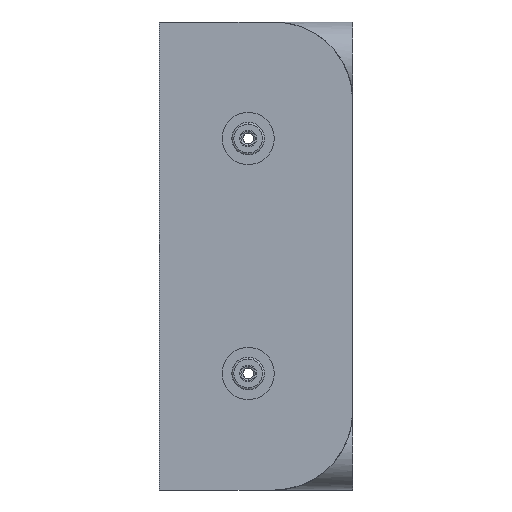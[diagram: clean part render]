
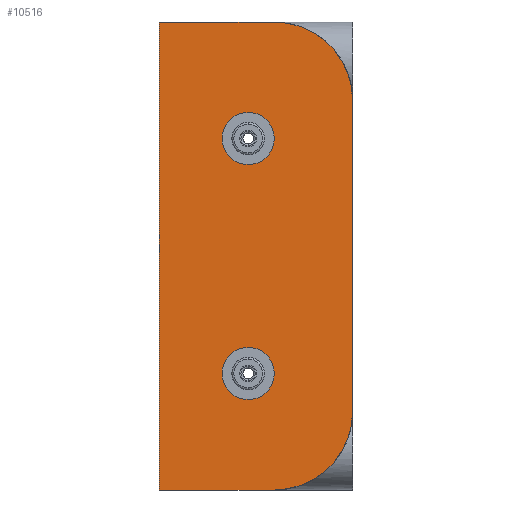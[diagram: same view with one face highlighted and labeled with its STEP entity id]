
A CAD part, left-side view. The second image highlights one B-rep face of the part: STEP entity #10516.
In plain terms, the highlighted planar face has unit normal (-1, 0, 0).
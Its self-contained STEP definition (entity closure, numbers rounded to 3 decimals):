
#202 = FACE_BOUND ( 'NONE', #9269, .T. ) ;
#204 = DIRECTION ( 'NONE',  ( 0., -1., 0. ) ) ;
#244 = CARTESIAN_POINT ( 'NONE',  ( -64.515, 29.6, -35.85 ) ) ;
#567 = CARTESIAN_POINT ( 'NONE',  ( -64.515, 12., 35.85 ) ) ;
#629 = LINE ( 'NONE', #969, #5578 ) ;
#815 = EDGE_CURVE ( 'NONE', #8329, #10431, #629, .T. ) ;
#969 = CARTESIAN_POINT ( 'NONE',  ( -64.515, 29.6, 35.85 ) ) ;
#1078 = DIRECTION ( 'NONE',  ( 0., -1., 0. ) ) ;
#1189 = DIRECTION ( 'NONE',  ( 0., 0., -1. ) ) ;
#1259 = EDGE_CURVE ( 'NONE', #3664, #6928, #3625, .T. ) ;
#1397 = CARTESIAN_POINT ( 'NONE',  ( -64.515, 0., 23.85 ) ) ;
#1585 = ORIENTED_EDGE ( 'NONE', *, *, #8715, .T. ) ;
#1698 = PLANE ( 'NONE',  #9553 ) ;
#2091 = CARTESIAN_POINT ( 'NONE',  ( -64.515, 16., 18. ) ) ;
#2392 = DIRECTION ( 'NONE',  ( 0., 0., -1. ) ) ;
#2587 = DIRECTION ( 'NONE',  ( 0., 0., 1. ) ) ;
#2696 = VERTEX_POINT ( 'NONE', #4581 ) ;
#2816 = CIRCLE ( 'NONE', #8816, 12. ) ;
#2907 = VERTEX_POINT ( 'NONE', #1397 ) ;
#2912 = AXIS2_PLACEMENT_3D ( 'NONE', #6869, #6913, #8575 ) ;
#2923 = DIRECTION ( 'NONE',  ( 1., 0., 0. ) ) ;
#2974 = AXIS2_PLACEMENT_3D ( 'NONE', #2091, #2923, #8745 ) ;
#3012 = EDGE_CURVE ( 'NONE', #10371, #6371, #2816, .T. ) ;
#3217 = CIRCLE ( 'NONE', #2912, 4. ) ;
#3221 = ORIENTED_EDGE ( 'NONE', *, *, #10079, .T. ) ;
#3537 = EDGE_LOOP ( 'NONE', ( #7532, #5741, #4187, #4485, #1585, #5985 ) ) ;
#3625 = CIRCLE ( 'NONE', #4142, 4. ) ;
#3657 = CARTESIAN_POINT ( 'NONE',  ( -64.515, 0., -23.85 ) ) ;
#3664 = VERTEX_POINT ( 'NONE', #7364 ) ;
#3749 = LINE ( 'NONE', #6455, #7650 ) ;
#4029 = CARTESIAN_POINT ( 'NONE',  ( -64.515, 16., 18. ) ) ;
#4125 = EDGE_CURVE ( 'NONE', #10165, #7560, #4723, .T. ) ;
#4142 = AXIS2_PLACEMENT_3D ( 'NONE', #5301, #10357, #1189 ) ;
#4187 = ORIENTED_EDGE ( 'NONE', *, *, #815, .F. ) ;
#4387 = ORIENTED_EDGE ( 'NONE', *, *, #7233, .T. ) ;
#4472 = CARTESIAN_POINT ( 'NONE',  ( -64.515, 16., -22. ) ) ;
#4485 = ORIENTED_EDGE ( 'NONE', *, *, #4791, .T. ) ;
#4514 = CARTESIAN_POINT ( 'NONE',  ( -64.515, 16., 14. ) ) ;
#4561 = DIRECTION ( 'NONE',  ( 0., 0., -1. ) ) ;
#4581 = CARTESIAN_POINT ( 'NONE',  ( -64.515, 29.6, -35.85 ) ) ;
#4623 = FACE_BOUND ( 'NONE', #8589, .T. ) ;
#4639 = AXIS2_PLACEMENT_3D ( 'NONE', #4029, #8176, #2392 ) ;
#4723 = CIRCLE ( 'NONE', #2974, 4. ) ;
#4791 = EDGE_CURVE ( 'NONE', #8329, #2696, #9924, .T. ) ;
#5301 = CARTESIAN_POINT ( 'NONE',  ( -64.515, 16., -18. ) ) ;
#5578 = VECTOR ( 'NONE', #204, 1000. ) ;
#5587 = CARTESIAN_POINT ( 'NONE',  ( -64.515, 12., -23.85 ) ) ;
#5601 = ORIENTED_EDGE ( 'NONE', *, *, #4125, .T. ) ;
#5741 = ORIENTED_EDGE ( 'NONE', *, *, #9712, .T. ) ;
#5754 = CARTESIAN_POINT ( 'NONE',  ( -64.515, 29.6, 0. ) ) ;
#5774 = ORIENTED_EDGE ( 'NONE', *, *, #1259, .T. ) ;
#5985 = ORIENTED_EDGE ( 'NONE', *, *, #3012, .T. ) ;
#6251 = VECTOR ( 'NONE', #4561, 1000. ) ;
#6371 = VERTEX_POINT ( 'NONE', #3657 ) ;
#6455 = CARTESIAN_POINT ( 'NONE',  ( -64.515, 0., 0. ) ) ;
#6650 = DIRECTION ( 'NONE',  ( -1., 0., 0. ) ) ;
#6713 = CARTESIAN_POINT ( 'NONE',  ( -64.515, 16., 22. ) ) ;
#6862 = CIRCLE ( 'NONE', #4639, 4. ) ;
#6869 = CARTESIAN_POINT ( 'NONE',  ( -64.515, 16., -18. ) ) ;
#6913 = DIRECTION ( 'NONE',  ( 1., 0., 0. ) ) ;
#6928 = VERTEX_POINT ( 'NONE', #4472 ) ;
#7233 = EDGE_CURVE ( 'NONE', #7560, #10165, #6862, .T. ) ;
#7343 = DIRECTION ( 'NONE',  ( -1., 0., 0. ) ) ;
#7364 = CARTESIAN_POINT ( 'NONE',  ( -64.515, 16., -14. ) ) ;
#7532 = ORIENTED_EDGE ( 'NONE', *, *, #9178, .F. ) ;
#7560 = VERTEX_POINT ( 'NONE', #6713 ) ;
#7650 = VECTOR ( 'NONE', #8277, 1000. ) ;
#7931 = CARTESIAN_POINT ( 'NONE',  ( -64.515, 29.6, 35.85 ) ) ;
#7986 = CARTESIAN_POINT ( 'NONE',  ( -64.515, 12., 23.85 ) ) ;
#8176 = DIRECTION ( 'NONE',  ( 1., 0., 0. ) ) ;
#8277 = DIRECTION ( 'NONE',  ( 0., 0., -1. ) ) ;
#8329 = VERTEX_POINT ( 'NONE', #7931 ) ;
#8437 = LINE ( 'NONE', #244, #8817 ) ;
#8575 = DIRECTION ( 'NONE',  ( 0., 0., -1. ) ) ;
#8589 = EDGE_LOOP ( 'NONE', ( #5601, #4387 ) ) ;
#8688 = CARTESIAN_POINT ( 'NONE',  ( -64.515, 29.6, 0. ) ) ;
#8715 = EDGE_CURVE ( 'NONE', #2696, #10371, #8437, .T. ) ;
#8745 = DIRECTION ( 'NONE',  ( 0., 0., -1. ) ) ;
#8816 = AXIS2_PLACEMENT_3D ( 'NONE', #5587, #7343, #9869 ) ;
#8817 = VECTOR ( 'NONE', #1078, 1000. ) ;
#8983 = CARTESIAN_POINT ( 'NONE',  ( -64.515, 12., -35.85 ) ) ;
#9125 = AXIS2_PLACEMENT_3D ( 'NONE', #7986, #10473, #10367 ) ;
#9178 = EDGE_CURVE ( 'NONE', #2907, #6371, #3749, .T. ) ;
#9269 = EDGE_LOOP ( 'NONE', ( #3221, #5774 ) ) ;
#9553 = AXIS2_PLACEMENT_3D ( 'NONE', #5754, #6650, #2587 ) ;
#9712 = EDGE_CURVE ( 'NONE', #2907, #10431, #10394, .T. ) ;
#9869 = DIRECTION ( 'NONE',  ( 0., 0., 1. ) ) ;
#9924 = LINE ( 'NONE', #8688, #6251 ) ;
#10079 = EDGE_CURVE ( 'NONE', #6928, #3664, #3217, .T. ) ;
#10165 = VERTEX_POINT ( 'NONE', #4514 ) ;
#10357 = DIRECTION ( 'NONE',  ( 1., 0., 0. ) ) ;
#10367 = DIRECTION ( 'NONE',  ( 0., 0., 1. ) ) ;
#10371 = VERTEX_POINT ( 'NONE', #8983 ) ;
#10394 = CIRCLE ( 'NONE', #9125, 12. ) ;
#10431 = VERTEX_POINT ( 'NONE', #567 ) ;
#10473 = DIRECTION ( 'NONE',  ( -1., 0., 0. ) ) ;
#10502 = FACE_OUTER_BOUND ( 'NONE', #3537, .T. ) ;
#10516 = ADVANCED_FACE ( 'NONE', ( #4623, #202, #10502 ), #1698, .T. ) ;
